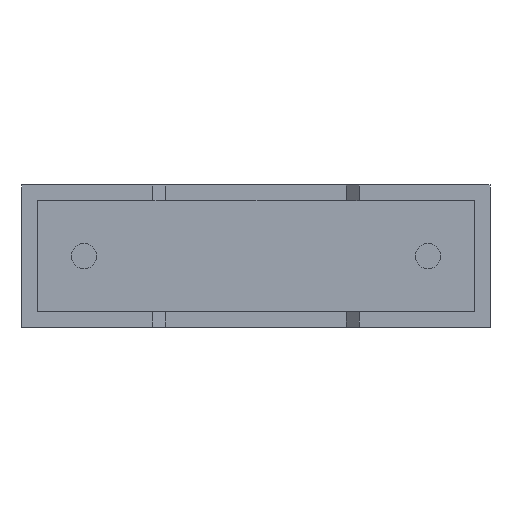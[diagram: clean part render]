
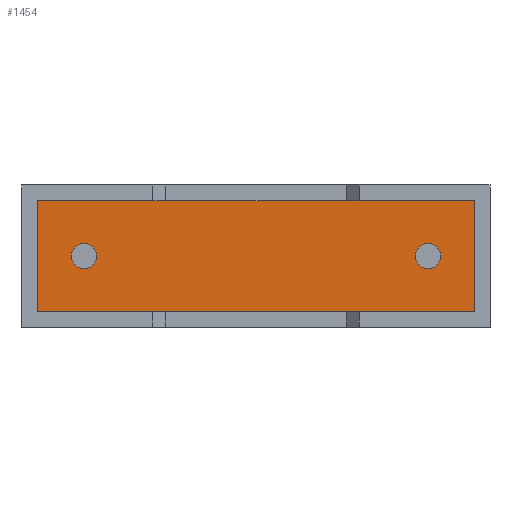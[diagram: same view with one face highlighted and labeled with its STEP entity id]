
A CAD part, front view. The second image highlights one B-rep face of the part: STEP entity #1454.
In plain terms, the highlighted planar face has unit normal (0, -1, 0).
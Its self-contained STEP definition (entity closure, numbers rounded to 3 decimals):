
#56 = ORIENTED_EDGE ( 'NONE', *, *, #76, .T. ) ;
#76 = EDGE_CURVE ( 'NONE', #2557, #2396, #1706, .T. ) ;
#105 = CIRCLE ( 'NONE', #152, 0.275 ) ;
#135 = CARTESIAN_POINT ( 'NONE',  ( 1.35, 0.75, 1.55 ) ) ;
#152 = AXIS2_PLACEMENT_3D ( 'NONE', #498, #2359, #1429 ) ;
#206 = CARTESIAN_POINT ( 'NONE',  ( 8.85, 0.75, 1.275 ) ) ;
#306 = CIRCLE ( 'NONE', #1887, 0.275 ) ;
#395 = DIRECTION ( 'NONE',  ( 0., -1., 0. ) ) ;
#434 = ORIENTED_EDGE ( 'NONE', *, *, #1579, .T. ) ;
#435 = CARTESIAN_POINT ( 'NONE',  ( 8.85, 0.75, 1.825 ) ) ;
#456 = VECTOR ( 'NONE', #1349, 1000. ) ;
#495 = CARTESIAN_POINT ( 'NONE',  ( 0., 0.75, 0. ) ) ;
#498 = CARTESIAN_POINT ( 'NONE',  ( 8.85, 0.75, 1.55 ) ) ;
#509 = ORIENTED_EDGE ( 'NONE', *, *, #1213, .F. ) ;
#532 = ORIENTED_EDGE ( 'NONE', *, *, #1086, .T. ) ;
#535 = EDGE_CURVE ( 'NONE', #2396, #2599, #2266, .T. ) ;
#606 = DIRECTION ( 'NONE',  ( 0., 0., -1. ) ) ;
#636 = CARTESIAN_POINT ( 'NONE',  ( 0.34, 0.75, 0.34 ) ) ;
#727 = FACE_BOUND ( 'NONE', #1850, .T. ) ;
#790 = DIRECTION ( 'NONE',  ( -1., 0., 0. ) ) ;
#800 = AXIS2_PLACEMENT_3D ( 'NONE', #495, #1690, #2634 ) ;
#877 = VECTOR ( 'NONE', #1357, 1000. ) ;
#888 = CIRCLE ( 'NONE', #1630, 0.275 ) ;
#894 = DIRECTION ( 'NONE',  ( 0., 0., -1. ) ) ;
#966 = DIRECTION ( 'NONE',  ( 0., 0., -1. ) ) ;
#979 = FACE_BOUND ( 'NONE', #1457, .T. ) ;
#1086 = EDGE_CURVE ( 'NONE', #2599, #2455, #2279, .T. ) ;
#1174 = EDGE_CURVE ( 'NONE', #1704, #2307, #105, .T. ) ;
#1213 = EDGE_CURVE ( 'NONE', #2307, #1704, #1994, .T. ) ;
#1242 = CARTESIAN_POINT ( 'NONE',  ( 0.34, 0.75, 0.34 ) ) ;
#1267 = EDGE_CURVE ( 'NONE', #2530, #2446, #306, .T. ) ;
#1289 = CARTESIAN_POINT ( 'NONE',  ( 9.86, 0.75, 2.76 ) ) ;
#1305 = DIRECTION ( 'NONE',  ( 0., 0., -1. ) ) ;
#1349 = DIRECTION ( 'NONE',  ( 1., 0., 0. ) ) ;
#1357 = DIRECTION ( 'NONE',  ( 0., 0., 1. ) ) ;
#1390 = EDGE_CURVE ( 'NONE', #2446, #2530, #888, .T. ) ;
#1429 = DIRECTION ( 'NONE',  ( 0., 0., -1. ) ) ;
#1431 = EDGE_LOOP ( 'NONE', ( #2917, #532, #434, #56 ) ) ;
#1447 = CARTESIAN_POINT ( 'NONE',  ( 8.85, 0.75, 1.55 ) ) ;
#1454 = ADVANCED_FACE ( 'NONE', ( #979, #1654, #727 ), #2620, .T. ) ;
#1457 = EDGE_LOOP ( 'NONE', ( #2076, #509 ) ) ;
#1579 = EDGE_CURVE ( 'NONE', #2455, #2557, #2740, .T. ) ;
#1630 = AXIS2_PLACEMENT_3D ( 'NONE', #2524, #395, #894 ) ;
#1654 = FACE_OUTER_BOUND ( 'NONE', #1431, .T. ) ;
#1657 = DIRECTION ( 'NONE',  ( 0., -1., 0. ) ) ;
#1690 = DIRECTION ( 'NONE',  ( 0., -1., 0. ) ) ;
#1704 = VERTEX_POINT ( 'NONE', #435 ) ;
#1706 = LINE ( 'NONE', #2893, #2134 ) ;
#1743 = DIRECTION ( 'NONE',  ( 0., -1., 0. ) ) ;
#1850 = EDGE_LOOP ( 'NONE', ( #1931, #2959 ) ) ;
#1853 = CARTESIAN_POINT ( 'NONE',  ( 1.35, 0.75, 1.825 ) ) ;
#1887 = AXIS2_PLACEMENT_3D ( 'NONE', #135, #1743, #1305 ) ;
#1926 = CARTESIAN_POINT ( 'NONE',  ( 0.34, 0.75, 2.76 ) ) ;
#1931 = ORIENTED_EDGE ( 'NONE', *, *, #1390, .F. ) ;
#1994 = CIRCLE ( 'NONE', #2632, 0.275 ) ;
#2027 = CARTESIAN_POINT ( 'NONE',  ( 9.86, 0.75, 0.34 ) ) ;
#2076 = ORIENTED_EDGE ( 'NONE', *, *, #1174, .F. ) ;
#2134 = VECTOR ( 'NONE', #790, 1000. ) ;
#2251 = CARTESIAN_POINT ( 'NONE',  ( 0.34, 0.75, 2.76 ) ) ;
#2266 = LINE ( 'NONE', #2251, #2328 ) ;
#2279 = LINE ( 'NONE', #636, #456 ) ;
#2307 = VERTEX_POINT ( 'NONE', #206 ) ;
#2328 = VECTOR ( 'NONE', #606, 1000. ) ;
#2359 = DIRECTION ( 'NONE',  ( 0., -1., 0. ) ) ;
#2396 = VERTEX_POINT ( 'NONE', #1926 ) ;
#2446 = VERTEX_POINT ( 'NONE', #1853 ) ;
#2455 = VERTEX_POINT ( 'NONE', #2831 ) ;
#2524 = CARTESIAN_POINT ( 'NONE',  ( 1.35, 0.75, 1.55 ) ) ;
#2530 = VERTEX_POINT ( 'NONE', #2931 ) ;
#2557 = VERTEX_POINT ( 'NONE', #1289 ) ;
#2599 = VERTEX_POINT ( 'NONE', #1242 ) ;
#2620 = PLANE ( 'NONE',  #800 ) ;
#2632 = AXIS2_PLACEMENT_3D ( 'NONE', #1447, #1657, #966 ) ;
#2634 = DIRECTION ( 'NONE',  ( 0., 0., -1. ) ) ;
#2740 = LINE ( 'NONE', #2027, #877 ) ;
#2831 = CARTESIAN_POINT ( 'NONE',  ( 9.86, 0.75, 0.34 ) ) ;
#2893 = CARTESIAN_POINT ( 'NONE',  ( 9.86, 0.75, 2.76 ) ) ;
#2917 = ORIENTED_EDGE ( 'NONE', *, *, #535, .T. ) ;
#2931 = CARTESIAN_POINT ( 'NONE',  ( 1.35, 0.75, 1.275 ) ) ;
#2959 = ORIENTED_EDGE ( 'NONE', *, *, #1267, .F. ) ;
